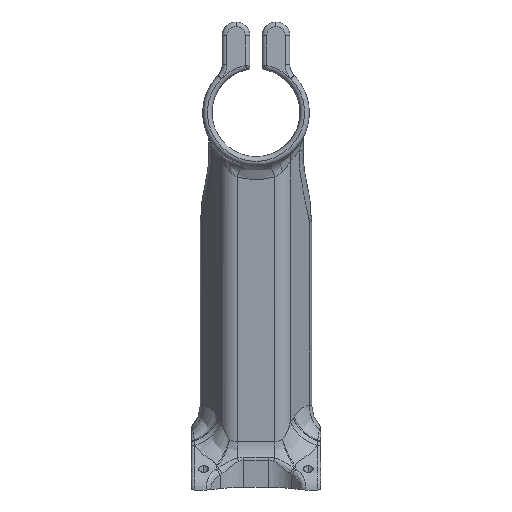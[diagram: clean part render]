
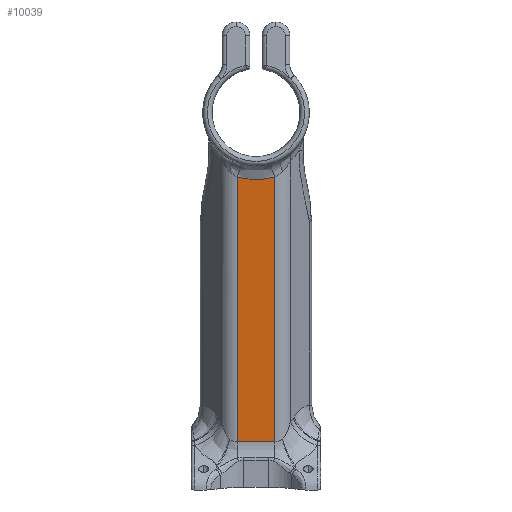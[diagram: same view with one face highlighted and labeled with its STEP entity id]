
A CAD part, front view. The second image highlights one B-rep face of the part: STEP entity #10039.
In plain terms, the highlighted planar face has unit normal (0, -0.995, -0.104).
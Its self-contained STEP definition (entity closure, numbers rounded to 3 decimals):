
#226 = VECTOR ( 'NONE', #14678, 1000. ) ;
#3463 = CARTESIAN_POINT ( 'NONE',  ( 6.062, -5.337, -107.076 ) ) ;
#3545 = CARTESIAN_POINT ( 'NONE',  ( -6.062, -14.397, -20.877 ) ) ;
#3604 = CARTESIAN_POINT ( 'NONE',  ( -6.062, -5.337, -107.076 ) ) ;
#3643 = CARTESIAN_POINT ( 'NONE',  ( 6.062, -14.397, -20.877 ) ) ;
#4615 = CARTESIAN_POINT ( 'NONE',  ( 5.073, -14.367, -21.161 ) ) ;
#4661 = CARTESIAN_POINT ( 'NONE',  ( -1.022, -14.307, -21.731 ) ) ;
#4705 = CARTESIAN_POINT ( 'NONE',  ( 6.062, -14.397, -20.877 ) ) ;
#4750 = CARTESIAN_POINT ( 'NONE',  ( -2.043, -14.314, -21.659 ) ) ;
#4798 = CARTESIAN_POINT ( 'NONE',  ( 4.074, -14.344, -21.373 ) ) ;
#4826 = CARTESIAN_POINT ( 'NONE',  ( 1.037, -14.307, -21.73 ) ) ;
#4832 = CARTESIAN_POINT ( 'NONE',  ( 2.056, -14.315, -21.658 ) ) ;
#4970 = CARTESIAN_POINT ( 'NONE',  ( -5.073, -14.367, -21.161 ) ) ;
#4990 = CARTESIAN_POINT ( 'NONE',  ( -4.067, -14.344, -21.375 ) ) ;
#4997 = CARTESIAN_POINT ( 'NONE',  ( -6.062, -14.397, -20.877 ) ) ;
#6002 = DIRECTION ( 'NONE',  ( 0., 0.105, -0.995 ) ) ;
#6003 = CARTESIAN_POINT ( 'NONE',  ( -6.062, -19.696, 29.546 ) ) ;
#8867 = B_SPLINE_CURVE_WITH_KNOTS ( 'NONE', 3,
 ( #4705, #4615, #4798, #4832, #4826, #4661, #4750, #4990, #4970, #4997 ),
 .UNSPECIFIED., .F., .F.,
 ( 4, 2, 2, 2, 4 ),
 ( 0., 0.003, 0.006, 0.009, 0.012 ),
 .UNSPECIFIED. ) ;
#9360 = EDGE_CURVE ( 'NONE', #16527, #16587, #21029, .T. ) ;
#9672 = EDGE_CURVE ( 'NONE', #16630, #16527, #8867, .T. ) ;
#10039 = ADVANCED_FACE ( 'NONE', ( #18808 ), #12238, .T. ) ;
#10103 = EDGE_CURVE ( 'NONE', #16630, #16440, #18894, .T. ) ;
#10113 = EDGE_CURVE ( 'NONE', #16587, #16440, #18897, .T. ) ;
#12238 = PLANE ( 'NONE',  #17183 ) ;
#12239 = CARTESIAN_POINT ( 'NONE',  ( 6.062, -19.696, 29.546 ) ) ;
#12240 = DIRECTION ( 'NONE',  ( 0., -0.995, -0.105 ) ) ;
#12241 = DIRECTION ( 'NONE',  ( 0., 0.105, -0.995 ) ) ;
#12763 = VECTOR ( 'NONE', #6002, 1000. ) ;
#14640 = CARTESIAN_POINT ( 'NONE',  ( 6.062, -19.696, 29.546 ) ) ;
#14641 = DIRECTION ( 'NONE',  ( 0., 0.105, -0.995 ) ) ;
#14677 = CARTESIAN_POINT ( 'NONE',  ( 6.062, -5.337, -107.076 ) ) ;
#14678 = DIRECTION ( 'NONE',  ( 1., 0., 0. ) ) ;
#16440 = VERTEX_POINT ( 'NONE', #3463 ) ;
#16527 = VERTEX_POINT ( 'NONE', #3545 ) ;
#16587 = VERTEX_POINT ( 'NONE', #3604 ) ;
#16630 = VERTEX_POINT ( 'NONE', #3643 ) ;
#17179 = VECTOR ( 'NONE', #14641, 1000. ) ;
#17183 = AXIS2_PLACEMENT_3D ( 'NONE', #12239, #12240, #12241 ) ;
#17688 = ORIENTED_EDGE ( 'NONE', *, *, #9360, .T. ) ;
#17732 = ORIENTED_EDGE ( 'NONE', *, *, #10103, .F. ) ;
#17736 = EDGE_LOOP ( 'NONE', ( #17688, #17790, #17732, #17802 ) ) ;
#17790 = ORIENTED_EDGE ( 'NONE', *, *, #10113, .T. ) ;
#17802 = ORIENTED_EDGE ( 'NONE', *, *, #9672, .T. ) ;
#18808 = FACE_OUTER_BOUND ( 'NONE', #17736, .T. ) ;
#18894 = LINE ( 'NONE', #14640, #17179 ) ;
#18897 = LINE ( 'NONE', #14677, #226 ) ;
#21029 = LINE ( 'NONE', #6003, #12763 ) ;
